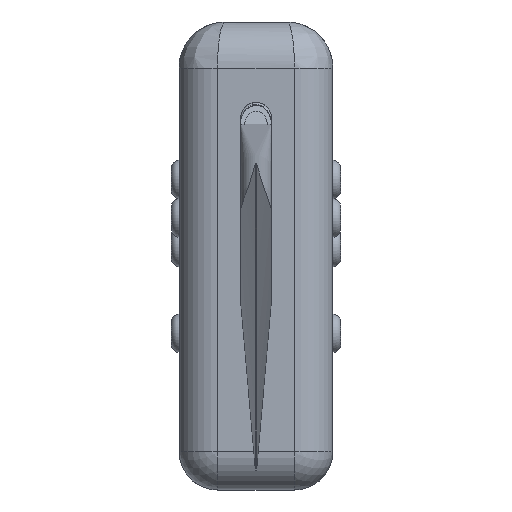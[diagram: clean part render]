
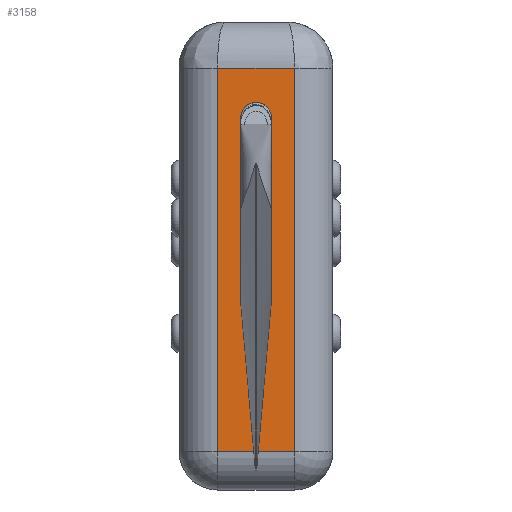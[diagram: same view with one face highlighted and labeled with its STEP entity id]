
A CAD part, left-side view. The second image highlights one B-rep face of the part: STEP entity #3158.
In plain terms, the highlighted planar face has unit normal (-1, 0, 0).
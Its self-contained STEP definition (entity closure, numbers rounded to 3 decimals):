
#98=PLANE('',#3609);
#265=LINE('',#6089,#423);
#275=LINE('',#6146,#433);
#277=LINE('',#6172,#435);
#288=LINE('',#6303,#446);
#423=VECTOR('',#4335,10.);
#433=VECTOR('',#4375,10.);
#435=VECTOR('',#4389,10.);
#446=VECTOR('',#4426,10.);
#750=FACE_OUTER_BOUND('',#964,.T.);
#964=EDGE_LOOP('',(#2796,#2797,#2798,#2799));
#1409=VERTEX_POINT('',#6060);
#1412=VERTEX_POINT('',#6087);
#1430=VERTEX_POINT('',#6145);
#1433=VERTEX_POINT('',#6164);
#1796=EDGE_CURVE('',#1412,#1409,#265,.T.);
#1818=EDGE_CURVE('',#1409,#1430,#275,.T.);
#1825=EDGE_CURVE('',#1430,#1433,#277,.T.);
#1847=EDGE_CURVE('',#1433,#1412,#288,.T.);
#2796=ORIENTED_EDGE('',*,*,#1796,.F.);
#2797=ORIENTED_EDGE('',*,*,#1847,.F.);
#2798=ORIENTED_EDGE('',*,*,#1825,.F.);
#2799=ORIENTED_EDGE('',*,*,#1818,.F.);
#3158=ADVANCED_FACE('',(#750),#98,.T.);
#3609=AXIS2_PLACEMENT_3D('',#6851,#4631,#4632);
#4335=DIRECTION('',(0.,0.,1.));
#4375=DIRECTION('',(0.,-1.,0.));
#4389=DIRECTION('',(0.,0.,-1.));
#4426=DIRECTION('',(0.,1.,0.));
#4631=DIRECTION('center_axis',(-1.,0.,0.));
#4632=DIRECTION('ref_axis',(0.,0.,1.));
#6060=CARTESIAN_POINT('',(45.,5.,14.468));
#6087=CARTESIAN_POINT('',(45.,5.,-35.373));
#6089=CARTESIAN_POINT('',(45.,5.,-25.163));
#6145=CARTESIAN_POINT('',(45.,-5.,14.468));
#6146=CARTESIAN_POINT('',(45.,0.,14.468));
#6164=CARTESIAN_POINT('',(45.,-5.,-35.373));
#6172=CARTESIAN_POINT('',(45.,-5.,-25.163));
#6303=CARTESIAN_POINT('',(45.,0.,-35.373));
#6851=CARTESIAN_POINT('Origin',(45.,0.,-40.373));
